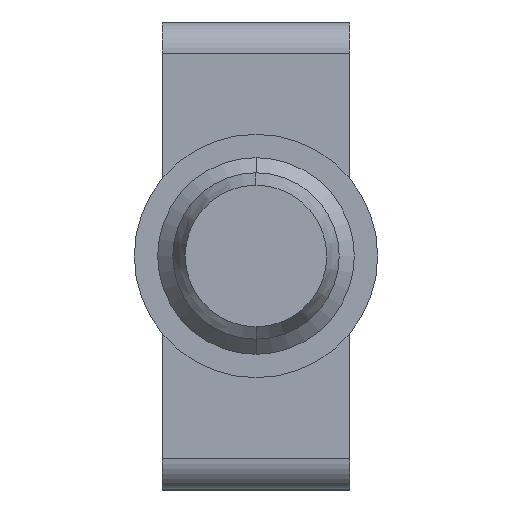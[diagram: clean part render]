
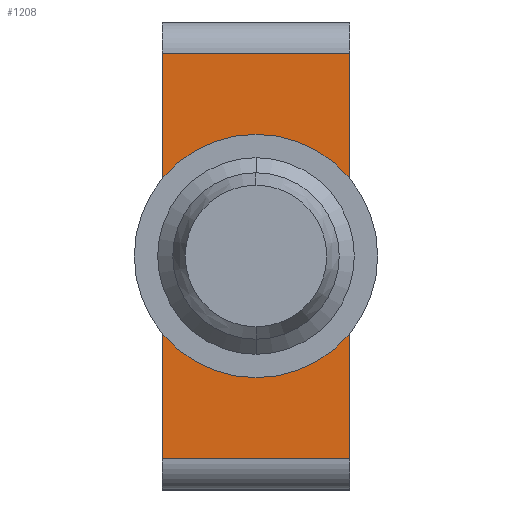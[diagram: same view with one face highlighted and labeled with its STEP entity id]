
A CAD part, left-side view. The second image highlights one B-rep face of the part: STEP entity #1208.
In plain terms, the highlighted planar face has unit normal (-1, 0, 0).
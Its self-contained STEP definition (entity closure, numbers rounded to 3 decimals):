
#1029=CARTESIAN_POINT('POINT65',(0.,-3.81,
   -8.255));
#1030=VERTEX_POINT('VERTEX65',#1029);
#1038=CARTESIAN_POINT('POINT66',(0.,3.81,
   -8.255));
#1039=VERTEX_POINT('VERTEX66',#1038);
#1040=CARTESIAN_POINT('POS109',(0.,3.81,
   -8.255));
#1041=DIRECTION('DIR166',(0.,-1.,0.));
#1042=VECTOR('VEC52',#1041,25.4);
#1043=LINE('STRAIGHT52',#1040,#1042);
#1044=EDGE_CURVE('EDGE102',#1039,#1030,#1043,.T.);
#1069=CARTESIAN_POINT('POINT67',(0.,3.81,
   8.255));
#1070=VERTEX_POINT('VERTEX67',#1069);
#1071=CARTESIAN_POINT('POS112',(0.,3.81,8.255));
#1072=DIRECTION('DIR171',(0.,0.,
   -1.));
#1073=VECTOR('VEC53',#1072,25.4);
#1074=LINE('STRAIGHT53',#1071,#1073);
#1075=EDGE_CURVE('EDGE104',#1070,#1039,#1074,.T.);
#1103=CARTESIAN_POINT('POINT68',(0.,-3.81,
   8.255));
#1104=VERTEX_POINT('VERTEX68',#1103);
#1114=CARTESIAN_POINT('POS116',(0.,3.81,
   8.255));
#1115=DIRECTION('DIR178',(0.,-1.,0.));
#1116=VECTOR('VEC54',#1115,25.4);
#1117=LINE('STRAIGHT54',#1114,#1116);
#1118=EDGE_CURVE('EDGE107',#1070,#1104,#1117,.T.);
#1146=CARTESIAN_POINT('POS118',(0.,-3.81,8.255));
#1147=DIRECTION('DIR181',(0.,0.,
   1.));
#1148=VECTOR('VEC55',#1147,25.4);
#1149=LINE('STRAIGHT55',#1146,#1148);
#1150=EDGE_CURVE('EDGE108',#1030,#1104,#1149,.T.);
#1182=CARTESIAN_POINT('POINT71',(0.,0.,
   1.5));
#1183=VERTEX_POINT('VERTEX71',#1182);
#1184=CARTESIAN_POINT('POINT72',(0.,
   0.,-1.5));
#1185=VERTEX_POINT('VERTEX72',#1184);
#1186=CARTESIAN_POINT('POS122',(0.,0.,
   0.));
#1187=DIRECTION('DIR188',(1.,0.,
   0.));
#1188=DIRECTION('DIR189',(0.,0.,1.));
#1189=AXIS2_PLACEMENT_3D('AXIS67',#1186,#1187,#1188);
#1190=CIRCLE('ELLIPSE32',#1189,1.5);
#1191=EDGE_CURVE('EDGE111',#1183,#1185,#1190,.T.);
#1192=ORIENTED_EDGE('COEDGE215',*,*,#1191,.T.);
#1193=EDGE_CURVE('EDGE112',#1185,#1183,#1190,.T.);
#1194=ORIENTED_EDGE('COEDGE216',*,*,#1193,.T.);
#1195=EDGE_LOOP('NONE',(#1192,#1194));
#1196=FACE_BOUND('LOOP1',#1195,.T.);
#1197=ORIENTED_EDGE('COEDGE217',*,*,#1150,.T.);
#1198=ORIENTED_EDGE('COEDGE218',*,*,#1118,.F.);
#1199=ORIENTED_EDGE('COEDGE219',*,*,#1075,.T.);
#1200=ORIENTED_EDGE('COEDGE220',*,*,#1044,.T.);
#1201=EDGE_LOOP('NONE',(#1197,#1198,#1199,#1200));
#1202=FACE_BOUND('LOOP1',#1201,.T.);
#1203=CARTESIAN_POINT('POS123',(0.,3.81,
   -8.255));
#1204=DIRECTION('DIR190',(-1.,0.,
   0.));
#1205=DIRECTION('DIR191',(0.,1.,
   0.));
#1206=AXIS2_PLACEMENT_3D('AXIS68',#1203,#1204,#1205);
#1207=PLANE('PLANE18',#1206);
#1208=ADVANCED_FACE('FACE50',(#1196,#1202),#1207,.T.);
